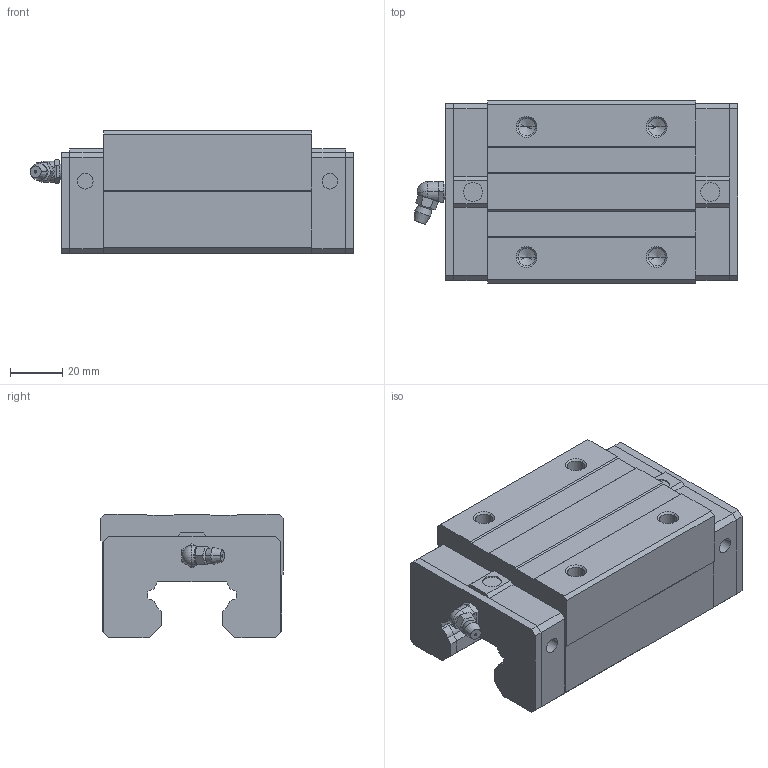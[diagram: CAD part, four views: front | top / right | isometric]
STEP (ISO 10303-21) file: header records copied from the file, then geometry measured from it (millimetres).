
FILE_DESCRIPTION(('starvars output'),'2;1');
FILE_NAME('cv20170621210709000048332.stp','21:07:09 2017/06/21',( 'Thomas Industrial Network Germany GmbH'),( 'Thomas Industrial Network Germany GmbH'),'unknown preprocess','ACIS' ,'unknown authorization');
FILE_SCHEMA(('CONFIG_CONTROL_DESIGN {UNKNOWN IMPLEMENTATION LEVEL}'));
Length unit declared in the file: millimetre
Products named in the file (1): PRODUCT_ID_1
Bounding box: 124.4 x 70 x 47.5 mm (x, y, z)
Volume: 278275.3 mm3; surface area: 54863.4 mm2
Topology: 1 solids, 1 shells, 287 faces, 758 edges, 482 vertices
Faces by surface type: plane 174, cylinder 63, cone 46, sphere 4
Entity records: 7989 total; most frequent: ORIENTED_EDGE 1492, CARTESIAN_POINT 1440, DIRECTION 1149, EDGE_CURVE 746, VECTOR 515, LINE 515, VERTEX_POINT 482, EDGE_LOOP 318
